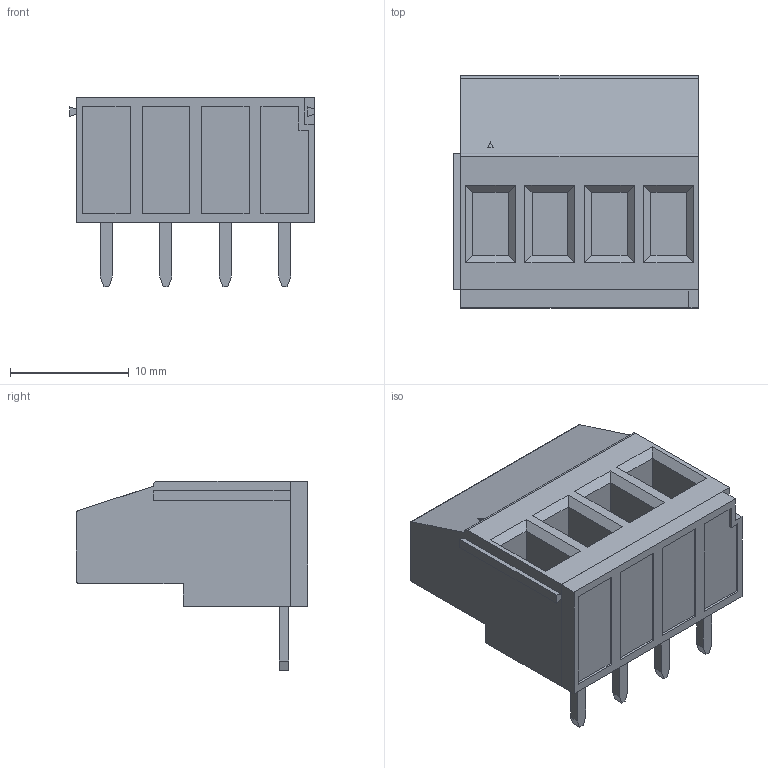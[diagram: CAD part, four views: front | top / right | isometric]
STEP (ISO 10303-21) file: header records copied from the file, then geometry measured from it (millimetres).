
FILE_DESCRIPTION (( 'STEP AP214' ), '1' );
FILE_NAME ('DG129R-5.0-04P-14-00AH.STEP', '2021-01-12T21:03:53', ( '' ), ( '' ), 'SwSTEP 2.0', 'SolidWorks 2020', '' );
FILE_SCHEMA (( 'AUTOMOTIVE_DESIGN' ));
Length unit declared in the file: millimetre
Products named in the file (1): DG129R-5.0-04P-14-00AH
Bounding box: 20.6 x 19.5 x 15.9 mm (x, y, z)
Volume: 2981.3 mm3; surface area: 2402.5 mm2
Topology: 1 solids, 1 shells, 556 faces, 1444 edges, 946 vertices
Faces by surface type: plane 323, bspline 168, cylinder 39, torus 20, cone 6
Entity records: 29283 total; most frequent: CARTESIAN_POINT 12435, ORIENTED_EDGE 2888, DIRECTION 2026, EDGE_CURVE 1444, LINE 952, VECTOR 952, VERTEX_POINT 946, EDGE_LOOP 612
